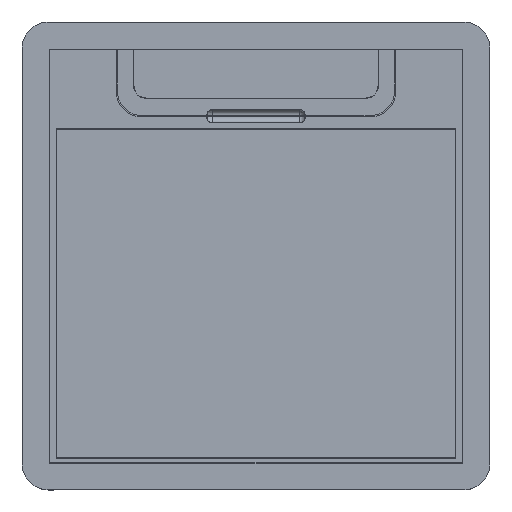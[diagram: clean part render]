
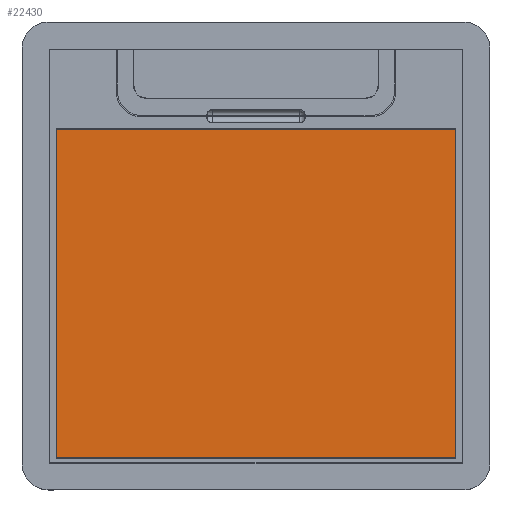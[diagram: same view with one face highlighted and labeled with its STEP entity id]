
A CAD part, top view. The second image highlights one B-rep face of the part: STEP entity #22430.
In plain terms, the highlighted planar face has unit normal (0, 0, 1).
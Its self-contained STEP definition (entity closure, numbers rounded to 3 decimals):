
#22377=CARTESIAN_POINT('Vertex',(77.433,-122.,5.1)) ;
#22380=CARTESIAN_POINT('Line Origine',(-22.77,-122.,5.1)) ;
#22384=CARTESIAN_POINT('Vertex',(-122.974,-122.,5.1)) ;
#22400=CARTESIAN_POINT('Axis2P3D Location',(54.933,0.,5.1)) ;
#22405=CARTESIAN_POINT('Line Origine',(77.433,0.,5.1)) ;
#22409=CARTESIAN_POINT('Vertex',(77.433,122.,5.1)) ;
#22412=CARTESIAN_POINT('Line Origine',(-22.77,122.,5.1)) ;
#22416=CARTESIAN_POINT('Vertex',(-122.974,122.,5.1)) ;
#22419=CARTESIAN_POINT('Line Origine',(-122.974,0.,5.1)) ;
#22381=DIRECTION('Vector Direction',(-1.,0.,0.)) ;
#22401=DIRECTION('Axis2P3D Direction',(0.,0.,1.)) ;
#22402=DIRECTION('Axis2P3D XDirection',(-1.,0.,0.)) ;
#22406=DIRECTION('Vector Direction',(0.,-1.,0.)) ;
#22413=DIRECTION('Vector Direction',(-1.,0.,0.)) ;
#22420=DIRECTION('Vector Direction',(0.,-1.,0.)) ;
#22403=AXIS2_PLACEMENT_3D('Plane Axis2P3D',#22400,#22401,#22402) ;
#22425=ORIENTED_EDGE('',*,*,#22386,.F.) ;
#22426=ORIENTED_EDGE('',*,*,#22411,.F.) ;
#22427=ORIENTED_EDGE('',*,*,#22418,.T.) ;
#22428=ORIENTED_EDGE('',*,*,#22423,.T.) ;
#22382=VECTOR('Line Direction',#22381,1.) ;
#22407=VECTOR('Line Direction',#22406,1.) ;
#22414=VECTOR('Line Direction',#22413,1.) ;
#22421=VECTOR('Line Direction',#22420,1.) ;
#22430=ADVANCED_FACE('Corps de pi\X2\00E8\X0\ce.2',(#22429),#22404,.T.) ;
#22386=EDGE_CURVE('',#22378,#22385,#22383,.T.) ;
#22411=EDGE_CURVE('',#22410,#22378,#22408,.T.) ;
#22418=EDGE_CURVE('',#22410,#22417,#22415,.T.) ;
#22423=EDGE_CURVE('',#22417,#22385,#22422,.T.) ;
#22424=EDGE_LOOP('',(#22425,#22426,#22427,#22428)) ;
#22429=FACE_OUTER_BOUND('',#22424,.T.) ;
#22383=LINE('Line',#22380,#22382) ;
#22408=LINE('Line',#22405,#22407) ;
#22415=LINE('Line',#22412,#22414) ;
#22422=LINE('Line',#22419,#22421) ;
#22404=PLANE('',#22403) ;
#22378=VERTEX_POINT('',#22377) ;
#22385=VERTEX_POINT('',#22384) ;
#22410=VERTEX_POINT('',#22409) ;
#22417=VERTEX_POINT('',#22416) ;
